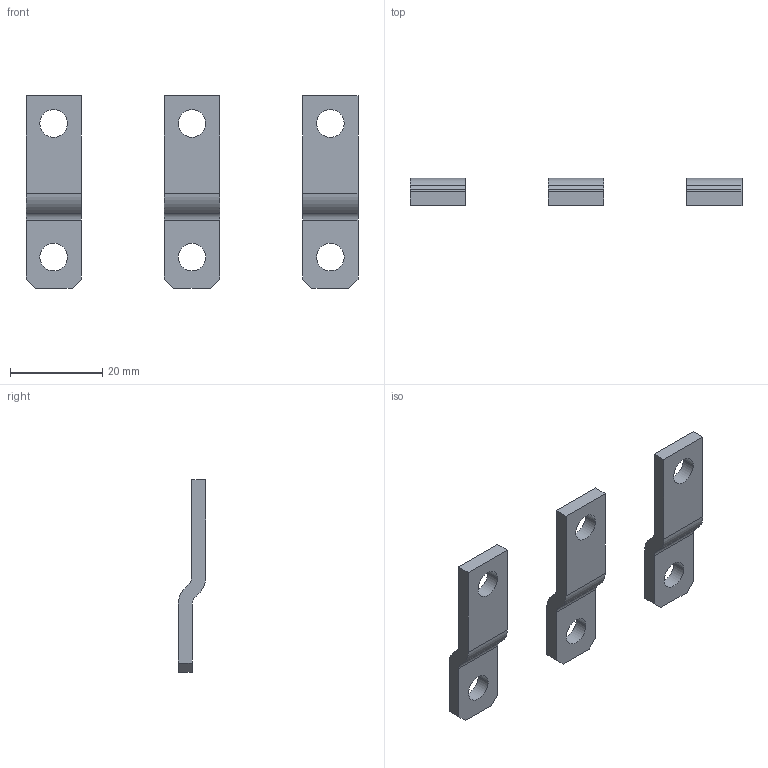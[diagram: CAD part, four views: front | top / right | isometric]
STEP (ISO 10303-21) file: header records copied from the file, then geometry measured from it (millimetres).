
FILE_DESCRIPTION(('CATIA V5 STEP Exchange'),'2;1');
FILE_NAME('1SDH001295R0232_1PA_001_00_XT2_3P_WITHDRAWABLE_EF_INF.stp','2014-11-11T15:23:44+00:00',('none'),('none'),'CATIA Version 5 Release 20 SP 1 (IN-10)','CATIA V5 STEP AP214','none');
FILE_SCHEMA(('AUTOMOTIVE_DESIGN { 1 0 10303 214 1 1 1 1 }'));
Length unit declared in the file: millimetre
Products named in the file (1): 1SDH001295R0232_1PA_001_00_XT2_3P_WITHDRAWABLE_EF_INF
Bounding box: 72 x 5.9 x 41.75 mm (x, y, z)
Volume: 4061.3 mm3; surface area: 4009.4 mm2
Topology: 3 solids, 3 shells, 60 faces, 162 edges, 108 vertices
Faces by surface type: plane 36, cylinder 24
Entity records: 1758 total; most frequent: ORIENTED_EDGE 324, CARTESIAN_POINT 302, DIRECTION 224, EDGE_CURVE 162, VECTOR 114, LINE 114, VERTEX_POINT 108, AXIS2_PLACEMENT_3D 80
